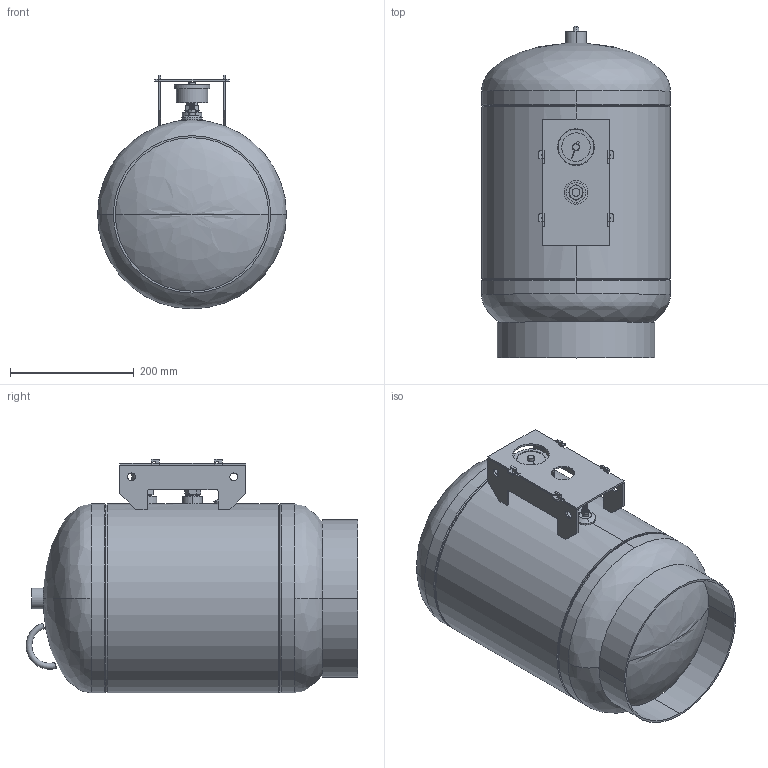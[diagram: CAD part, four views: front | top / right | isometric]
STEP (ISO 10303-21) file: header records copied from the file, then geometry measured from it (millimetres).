
FILE_DESCRIPTION (( 'STEP AP203' ), '1' );
FILE_NAME ('TTA-20.STEP', '2021-03-15T16:30:56', ( '' ), ( '' ), 'SwSTEP 2.0', 'SolidWorks 2021', '' );
FILE_SCHEMA (( 'CONFIG_CONTROL_DESIGN' ));
Length unit declared in the file: inch
Products named in the file (20): TTA-20; 99M0233_Shortest; 99M0228; 9200040; 07200310_5081T17; 9500030; 99Q0147; 99K0777; 99K0776; 99P3311_10.875"LG; 9800460_03-34; 9800401_9800400; 9500010; 9400540; 99H0071_91280A525; 9500000; Couplings_9500314; 99M0229; 33032061_Shortest
Assembly tree (25 placements, depth 3):
  TTA-20
    99P3311_10.875"LG
    9200040
    9200040
    9500000
    9500010
    9500030
    Couplings_9500314
    07200310_5081T17
    9800401_9800400
    9800460_03-34
    9400540
    99Q0147
    33032061_Shortest
      99M0228
      99M0229
      99H0071_91280A525  x6
      99M0233_Shortest
    99K0776  x2
    99K0777
Bounding box: 304.8 x 535.65 x 377.05 mm (x, y, z)
Volume: 2057606.8 mm3; surface area: 1926236.9 mm2
Topology: 28 solids, 28 shells, 1194 faces, 3002 edges, 1871 vertices
Faces by surface type: cylinder 536, cone 333, plane 226, torus 68, bspline 31
Entity records: 39688 total; most frequent: CARTESIAN_POINT 18776, DIRECTION 3981, ORIENTED_EDGE 3870, EDGE_CURVE 1935, AXIS2_PLACEMENT_3D 1607, VERTEX_POINT 1185, EDGE_LOOP 902, FACE_OUTER_BOUND 804
